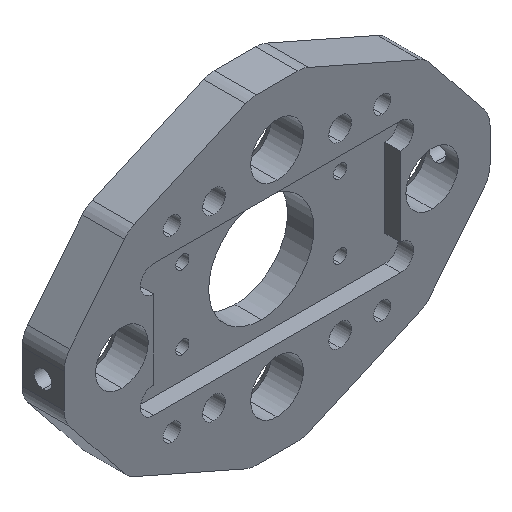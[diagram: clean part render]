
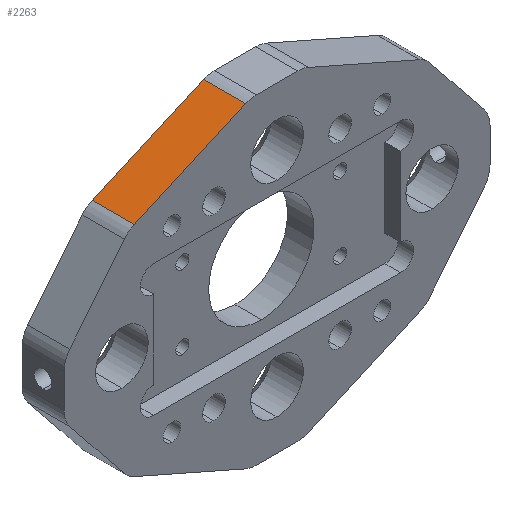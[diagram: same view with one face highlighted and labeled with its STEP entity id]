
A CAD part, isometric view. The second image highlights one B-rep face of the part: STEP entity #2263.
In plain terms, the highlighted planar face has unit normal (-0.403, 0, 0.915).
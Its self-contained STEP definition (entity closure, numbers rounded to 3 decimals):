
#109 = CARTESIAN_POINT ( 'NONE',  ( -27.172, 5., 20.747 ) ) ;
#152 = DIRECTION ( 'NONE',  ( -0.915, 0., -0.403 ) ) ;
#430 = CARTESIAN_POINT ( 'NONE',  ( -5.962, 5., 30.077 ) ) ;
#462 = AXIS2_PLACEMENT_3D ( 'NONE', #109, #2266, #152 ) ;
#586 = EDGE_CURVE ( 'NONE', #886, #612, #2808, .T. ) ;
#612 = VERTEX_POINT ( 'NONE', #2300 ) ;
#687 = LINE ( 'NONE', #2679, #1307 ) ;
#703 = EDGE_CURVE ( 'NONE', #886, #1938, #687, .T. ) ;
#805 = EDGE_CURVE ( 'NONE', #3375, #612, #2066, .T. ) ;
#886 = VERTEX_POINT ( 'NONE', #2772 ) ;
#1214 = PLANE ( 'NONE',  #462 ) ;
#1307 = VECTOR ( 'NONE', #2158, 1000. ) ;
#1410 = EDGE_LOOP ( 'NONE', ( #1703, #2368, #1710, #2551 ) ) ;
#1524 = LINE ( 'NONE', #2540, #2115 ) ;
#1614 = FACE_OUTER_BOUND ( 'NONE', #1410, .T. ) ;
#1627 = DIRECTION ( 'NONE',  ( 0., -1., 0. ) ) ;
#1703 = ORIENTED_EDGE ( 'NONE', *, *, #586, .T. ) ;
#1710 = ORIENTED_EDGE ( 'NONE', *, *, #3145, .F. ) ;
#1898 = VECTOR ( 'NONE', #1914, 1000. ) ;
#1914 = DIRECTION ( 'NONE',  ( -0.915, 0., -0.403 ) ) ;
#1938 = VERTEX_POINT ( 'NONE', #430 ) ;
#2001 = DIRECTION ( 'NONE',  ( 0., -1., 0. ) ) ;
#2066 = LINE ( 'NONE', #2444, #1898 ) ;
#2108 = VECTOR ( 'NONE', #2001, 1000. ) ;
#2115 = VECTOR ( 'NONE', #1627, 1000. ) ;
#2158 = DIRECTION ( 'NONE',  ( 0.915, 0., 0.403 ) ) ;
#2263 = ADVANCED_FACE ( 'NONE', ( #1614 ), #1214, .F. ) ;
#2266 = DIRECTION ( 'NONE',  ( 0.403, 0., -0.915 ) ) ;
#2300 = CARTESIAN_POINT ( 'NONE',  ( -27.172, -3., 20.747 ) ) ;
#2368 = ORIENTED_EDGE ( 'NONE', *, *, #805, .F. ) ;
#2444 = CARTESIAN_POINT ( 'NONE',  ( -5.962, -3., 30.077 ) ) ;
#2540 = CARTESIAN_POINT ( 'NONE',  ( -5.962, 5., 30.077 ) ) ;
#2551 = ORIENTED_EDGE ( 'NONE', *, *, #703, .F. ) ;
#2679 = CARTESIAN_POINT ( 'NONE',  ( -27.172, 5., 20.747 ) ) ;
#2772 = CARTESIAN_POINT ( 'NONE',  ( -27.172, 5., 20.747 ) ) ;
#2808 = LINE ( 'NONE', #3020, #2108 ) ;
#3020 = CARTESIAN_POINT ( 'NONE',  ( -27.172, 5., 20.747 ) ) ;
#3145 = EDGE_CURVE ( 'NONE', #1938, #3375, #1524, .T. ) ;
#3164 = CARTESIAN_POINT ( 'NONE',  ( -5.962, -3., 30.077 ) ) ;
#3375 = VERTEX_POINT ( 'NONE', #3164 ) ;
